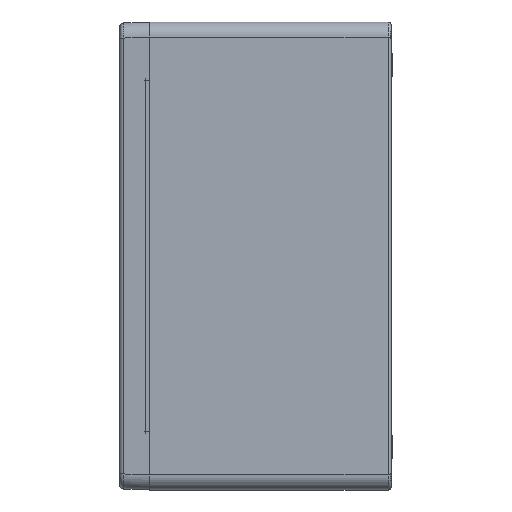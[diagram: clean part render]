
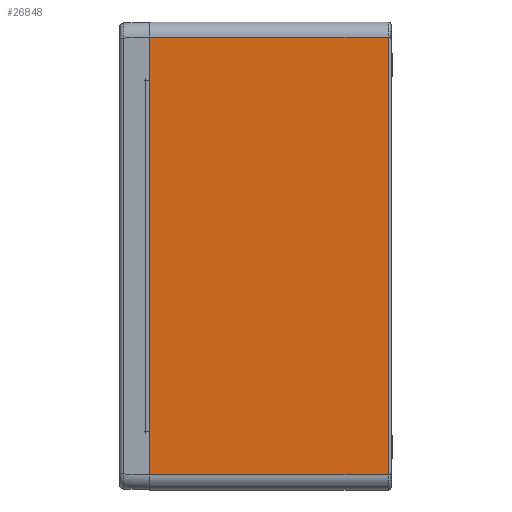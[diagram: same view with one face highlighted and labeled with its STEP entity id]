
A CAD part, left-side view. The second image highlights one B-rep face of the part: STEP entity #26848.
In plain terms, the highlighted planar face has unit normal (-1, 0, 0).
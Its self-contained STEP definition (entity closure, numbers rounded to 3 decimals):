
#3644 = LINE ( 'NONE', #50515, #61826 ) ;
#4471 = LINE ( 'NONE', #38108, #39285 ) ;
#6456 = ORIENTED_EDGE ( 'NONE', *, *, #49743, .T. ) ;
#6710 = CARTESIAN_POINT ( 'NONE',  ( -300., -158., 145. ) ) ;
#7756 = ORIENTED_EDGE ( 'NONE', *, *, #61250, .F. ) ;
#8200 = FACE_OUTER_BOUND ( 'NONE', #44696, .T. ) ;
#10613 = DIRECTION ( 'NONE',  ( 0., 0., 1. ) ) ;
#10926 = LINE ( 'NONE', #39503, #15737 ) ;
#15737 = VECTOR ( 'NONE', #10613, 1000. ) ;
#15839 = CARTESIAN_POINT ( 'NONE',  ( -300., 3., -145. ) ) ;
#17803 = VERTEX_POINT ( 'NONE', #6710 ) ;
#19275 = VERTEX_POINT ( 'NONE', #49130 ) ;
#21719 = VERTEX_POINT ( 'NONE', #34281 ) ;
#22364 = PLANE ( 'NONE',  #45746 ) ;
#26116 = DIRECTION ( 'NONE',  ( 1., 0., 0. ) ) ;
#26848 = ADVANCED_FACE ( 'NONE', ( #8200 ), #22364, .F. ) ;
#28391 = EDGE_CURVE ( 'NONE', #19275, #17803, #10926, .T. ) ;
#30075 = EDGE_CURVE ( 'NONE', #59127, #19275, #45049, .T. ) ;
#31124 = CARTESIAN_POINT ( 'NONE',  ( -300., 3., -155. ) ) ;
#31633 = DIRECTION ( 'NONE',  ( 0., 1., 0. ) ) ;
#33712 = DIRECTION ( 'NONE',  ( 0., 0., 1. ) ) ;
#34281 = CARTESIAN_POINT ( 'NONE',  ( -300., 0., 145. ) ) ;
#34696 = ORIENTED_EDGE ( 'NONE', *, *, #28391, .T. ) ;
#38108 = CARTESIAN_POINT ( 'NONE',  ( -300., 0., -155. ) ) ;
#39285 = VECTOR ( 'NONE', #33712, 1000. ) ;
#39503 = CARTESIAN_POINT ( 'NONE',  ( -300., -158., -155. ) ) ;
#44696 = EDGE_LOOP ( 'NONE', ( #58916, #34696, #6456, #7756 ) ) ;
#45049 = LINE ( 'NONE', #15839, #45275 ) ;
#45275 = VECTOR ( 'NONE', #54789, 1000. ) ;
#45746 = AXIS2_PLACEMENT_3D ( 'NONE', #31124, #26116, #50319 ) ;
#49130 = CARTESIAN_POINT ( 'NONE',  ( -300., -158., -145. ) ) ;
#49743 = EDGE_CURVE ( 'NONE', #17803, #21719, #3644, .T. ) ;
#50319 = DIRECTION ( 'NONE',  ( 0., 0., -1. ) ) ;
#50515 = CARTESIAN_POINT ( 'NONE',  ( -300., 3., 145. ) ) ;
#54789 = DIRECTION ( 'NONE',  ( 0., -1., 0. ) ) ;
#58916 = ORIENTED_EDGE ( 'NONE', *, *, #30075, .T. ) ;
#59127 = VERTEX_POINT ( 'NONE', #61686 ) ;
#61250 = EDGE_CURVE ( 'NONE', #59127, #21719, #4471, .T. ) ;
#61686 = CARTESIAN_POINT ( 'NONE',  ( -300., 0., -145. ) ) ;
#61826 = VECTOR ( 'NONE', #31633, 1000. ) ;
